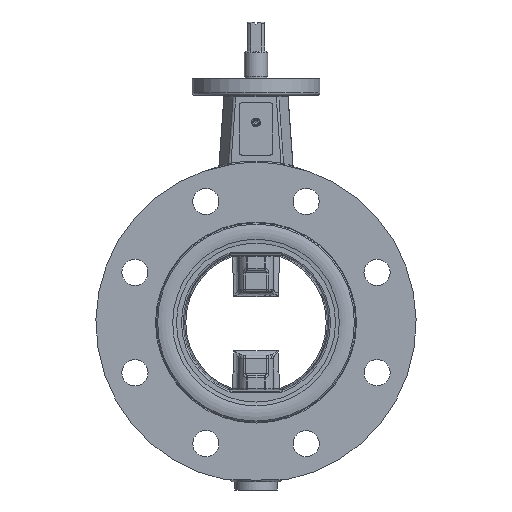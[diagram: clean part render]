
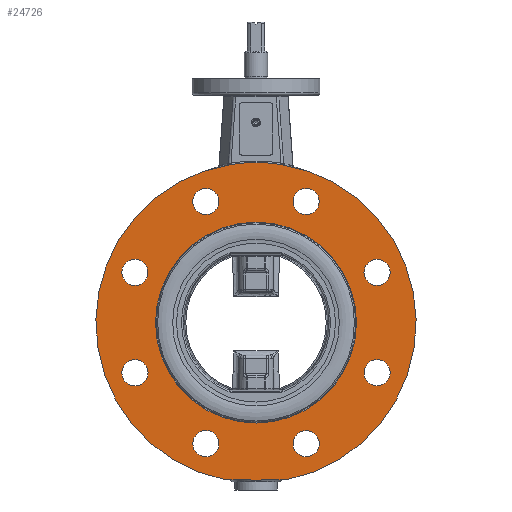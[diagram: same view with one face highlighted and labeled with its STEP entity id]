
A CAD part, left-side view. The second image highlights one B-rep face of the part: STEP entity #24726.
In plain terms, the highlighted planar face has unit normal (-1, 0, 0).
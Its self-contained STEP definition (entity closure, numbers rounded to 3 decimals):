
#20957=CARTESIAN_POINT('',(-17.5,20.688,-108.0));
#20958=VERTEX_POINT('',#20957);
#20965=CARTESIAN_POINT('',(-17.5,21.071,-107.963));
#20966=VERTEX_POINT('',#20965);
#20967=CARTESIAN_POINT('',(-17.5,20.688,-106.));
#20968=DIRECTION('',(-1.0,0.0,0.0));
#20969=DIRECTION('',(0.0,0.096,-0.995));
#20970=AXIS2_PLACEMENT_3D('',#20967,#20968,#20969);
#20971=CIRCLE('',#20970,2.);
#20972=EDGE_CURVE('',#20966,#20958,#20971,.T.);
#21430=CARTESIAN_POINT('',(-17.5,-21.071,-107.963));
#21431=VERTEX_POINT('',#21430);
#21438=CARTESIAN_POINT('',(-17.5,-20.688,-108.0));
#21439=VERTEX_POINT('',#21438);
#21440=CARTESIAN_POINT('',(-17.5,-20.688,-106.));
#21441=DIRECTION('',(-1.0,0.0,0.0));
#21442=DIRECTION('',(0.0,-0.096,-0.995));
#21443=AXIS2_PLACEMENT_3D('',#21440,#21441,#21442);
#21444=CIRCLE('',#21443,2.);
#21445=EDGE_CURVE('',#21439,#21431,#21444,.T.);
#21470=CARTESIAN_POINT('',(-17.5,-6.,-108.0));
#21471=VERTEX_POINT('',#21470);
#21472=CARTESIAN_POINT('',(-17.5,-6.,-108.0));
#21473=DIRECTION('',(0.0,-1.0,0.0));
#21474=VECTOR('',#21473,14.688);
#21475=LINE('',#21472,#21474);
#21476=EDGE_CURVE('',#21471,#21439,#21475,.T.);
#21501=CARTESIAN_POINT('',(-17.5,6.,-108.0));
#21502=VERTEX_POINT('',#21501);
#21510=CARTESIAN_POINT('',(-17.5,20.688,-108.0));
#21511=DIRECTION('',(0.0,-1.0,0.0));
#21512=VECTOR('',#21511,14.688);
#21513=LINE('',#21510,#21512);
#21514=EDGE_CURVE('',#20958,#21502,#21513,.T.);
#22479=CARTESIAN_POINT('',(-17.5,-16.978,108.682));
#22480=VERTEX_POINT('',#22479);
#22493=CARTESIAN_POINT('',(-17.5,0.0,0.0));
#22494=DIRECTION('',(-1.0,0.0,0.0));
#22495=DIRECTION('',(0.0,0.0,1.0));
#22496=AXIS2_PLACEMENT_3D('',#22493,#22494,#22495);
#22497=CIRCLE('',#22496,110.0);
#22498=EDGE_CURVE('',#21431,#22480,#22497,.T.);
#22541=CARTESIAN_POINT('',(-17.5,16.978,108.682));
#22542=VERTEX_POINT('',#22541);
#22543=CARTESIAN_POINT('',(-17.5,0.0,0.0));
#22544=DIRECTION('',(-1.0,0.0,0.0));
#22545=DIRECTION('',(0.0,0.0,1.0));
#22546=AXIS2_PLACEMENT_3D('',#22543,#22544,#22545);
#22547=CIRCLE('',#22546,110.0);
#22548=EDGE_CURVE('',#22542,#20966,#22547,.T.);
#23692=CARTESIAN_POINT('',(-17.5,0.0,0.0));
#23693=DIRECTION('',(-1.0,0.0,0.0));
#23694=DIRECTION('',(0.0,0.0,1.0));
#23695=AXIS2_PLACEMENT_3D('',#23692,#23693,#23694);
#23696=CIRCLE('',#23695,110.0);
#23697=EDGE_CURVE('',#22480,#22542,#23696,.T.);
#24307=CARTESIAN_POINT('',(-17.5,-6.,-108.0));
#24308=CARTESIAN_POINT('',(-17.5,-5.531,-108.0));
#24309=CARTESIAN_POINT('',(-17.5,-4.986,-108.02));
#24310=CARTESIAN_POINT('',(-17.5,-4.488,-108.048));
#24311=CARTESIAN_POINT('',(-17.5,-4.246,-108.061));
#24312=CARTESIAN_POINT('',(-17.5,-4.024,-108.075));
#24313=CARTESIAN_POINT('',(-17.5,-3.789,-108.09));
#24314=CARTESIAN_POINT('',(-17.5,-3.002,-108.142));
#24315=CARTESIAN_POINT('',(-17.5,-2.141,-108.207));
#24316=CARTESIAN_POINT('',(-17.5,-1.311,-108.241));
#24317=CARTESIAN_POINT('',(-17.5,-0.869,-108.258));
#24318=CARTESIAN_POINT('',(-17.5,-0.437,-108.268));
#24319=CARTESIAN_POINT('',(-17.5,-0.029,-108.268));
#24320=CARTESIAN_POINT('',(-17.5,0.159,-108.268));
#24321=CARTESIAN_POINT('',(-17.5,0.351,-108.267));
#24322=CARTESIAN_POINT('',(-17.5,0.548,-108.263));
#24323=CARTESIAN_POINT('',(-17.5,1.364,-108.248));
#24324=CARTESIAN_POINT('',(-17.5,2.247,-108.195));
#24325=CARTESIAN_POINT('',(-17.5,3.086,-108.138));
#24326=CARTESIAN_POINT('',(-17.5,3.445,-108.114));
#24327=CARTESIAN_POINT('',(-17.5,3.796,-108.089));
#24328=CARTESIAN_POINT('',(-17.5,4.131,-108.069));
#24329=CARTESIAN_POINT('',(-17.5,4.278,-108.059));
#24330=CARTESIAN_POINT('',(-17.5,4.432,-108.05));
#24331=CARTESIAN_POINT('',(-17.5,4.59,-108.042));
#24332=CARTESIAN_POINT('',(-17.5,5.059,-108.017));
#24333=CARTESIAN_POINT('',(-17.5,5.562,-108.0));
#24334=CARTESIAN_POINT('',(-17.5,6.,-108.0));
#24335=B_SPLINE_CURVE_WITH_KNOTS('',3,(#24307,#24308,#24309,#24310,#24311,#24312,#24313,#24314,#24315,#24316,#24317,#24318,#24319,#24320,#24321,#24322,#24323,#24324,#24325,#24326,#24327,#24328,#24329,#24330,#24331,#24332,#24333,#24334),.UNSPECIFIED.,.F.,.U.,(4,3,3,3,3,3,3,3,3,4),(1.602,1.743,1.811,2.041,2.163,2.219,2.453,2.553,2.598,2.729),.UNSPECIFIED.);
#24336=EDGE_CURVE('',#21471,#21502,#24335,.T.);
#24608=CARTESIAN_POINT('',(-17.5,0.0,69.0));
#24609=VERTEX_POINT('',#24608);
#24610=CARTESIAN_POINT('',(-17.5,0.0,0.0));
#24611=DIRECTION('',(1.0,0.0,0.0));
#24612=DIRECTION('',(0.0,0.0,1.0));
#24613=AXIS2_PLACEMENT_3D('',#24610,#24611,#24612);
#24614=CIRCLE('',#24613,69.0);
#24615=EDGE_CURVE('',#24609,#24609,#24614,.T.);
#24620=CARTESIAN_POINT('',(-17.5,0.0,90.0));
#24621=DIRECTION('',(1.0,0.0,0.0));
#24622=DIRECTION('',(0.0,0.0,-1.0));
#24623=AXIS2_PLACEMENT_3D('',#24620,#24621,#24622);
#24624=PLANE('',#24623);
#24625=ORIENTED_EDGE('',*,*,#24336,.F.);
#24626=ORIENTED_EDGE('',*,*,#21476,.T.);
#24627=ORIENTED_EDGE('',*,*,#21445,.T.);
#24628=ORIENTED_EDGE('',*,*,#22498,.T.);
#24629=ORIENTED_EDGE('',*,*,#23697,.T.);
#24630=ORIENTED_EDGE('',*,*,#22548,.T.);
#24631=ORIENTED_EDGE('',*,*,#20972,.T.);
#24632=ORIENTED_EDGE('',*,*,#21514,.T.);
#24633=EDGE_LOOP('',(#24625,#24626,#24627,#24628,#24629,#24630,#24631,#24632));
#24634=FACE_OUTER_BOUND('',#24633,.T.);
#24635=CARTESIAN_POINT('',(-17.5,83.149,-43.442));
#24636=VERTEX_POINT('',#24635);
#24637=CARTESIAN_POINT('',(-17.5,83.149,-34.442));
#24638=DIRECTION('',(1.0,0.0,0.0));
#24639=DIRECTION('',(0.0,0.0,1.0));
#24640=AXIS2_PLACEMENT_3D('',#24637,#24638,#24639);
#24641=CIRCLE('',#24640,9.0);
#24642=EDGE_CURVE('',#24636,#24636,#24641,.T.);
#24643=ORIENTED_EDGE('',*,*,#24642,.T.);
#24644=EDGE_LOOP('',(#24643));
#24645=FACE_BOUND('',#24644,.T.);
#24646=CARTESIAN_POINT('',(-17.5,28.078,-89.513));
#24647=VERTEX_POINT('',#24646);
#24648=CARTESIAN_POINT('',(-17.5,34.442,-83.149));
#24649=DIRECTION('',(1.,0.0,0.0));
#24650=DIRECTION('',(0.0,0.707,0.707));
#24651=AXIS2_PLACEMENT_3D('',#24648,#24649,#24650);
#24652=CIRCLE('',#24651,9.0);
#24653=EDGE_CURVE('',#24647,#24647,#24652,.T.);
#24654=ORIENTED_EDGE('',*,*,#24653,.T.);
#24655=EDGE_LOOP('',(#24654));
#24656=FACE_BOUND('',#24655,.T.);
#24657=CARTESIAN_POINT('',(-17.5,-43.442,-83.149));
#24658=VERTEX_POINT('',#24657);
#24659=CARTESIAN_POINT('',(-17.5,-34.442,-83.149));
#24660=DIRECTION('',(1.0,0.0,0.0));
#24661=DIRECTION('',(0.0,1.0,0.0));
#24662=AXIS2_PLACEMENT_3D('',#24659,#24660,#24661);
#24663=CIRCLE('',#24662,9.0);
#24664=EDGE_CURVE('',#24658,#24658,#24663,.T.);
#24665=ORIENTED_EDGE('',*,*,#24664,.T.);
#24666=EDGE_LOOP('',(#24665));
#24667=FACE_BOUND('',#24666,.T.);
#24668=CARTESIAN_POINT('',(-17.5,-89.513,-28.078));
#24669=VERTEX_POINT('',#24668);
#24670=CARTESIAN_POINT('',(-17.5,-83.149,-34.442));
#24671=DIRECTION('',(1.,0.0,0.0));
#24672=DIRECTION('',(0.0,0.707,-0.707));
#24673=AXIS2_PLACEMENT_3D('',#24670,#24671,#24672);
#24674=CIRCLE('',#24673,9.0);
#24675=EDGE_CURVE('',#24669,#24669,#24674,.T.);
#24676=ORIENTED_EDGE('',*,*,#24675,.T.);
#24677=EDGE_LOOP('',(#24676));
#24678=FACE_BOUND('',#24677,.T.);
#24679=CARTESIAN_POINT('',(-17.5,-83.149,43.442));
#24680=VERTEX_POINT('',#24679);
#24681=CARTESIAN_POINT('',(-17.5,-83.149,34.442));
#24682=DIRECTION('',(1.0,0.0,0.0));
#24683=DIRECTION('',(0.0,0.0,-1.0));
#24684=AXIS2_PLACEMENT_3D('',#24681,#24682,#24683);
#24685=CIRCLE('',#24684,9.0);
#24686=EDGE_CURVE('',#24680,#24680,#24685,.T.);
#24687=ORIENTED_EDGE('',*,*,#24686,.T.);
#24688=EDGE_LOOP('',(#24687));
#24689=FACE_BOUND('',#24688,.T.);
#24690=CARTESIAN_POINT('',(-17.5,-28.078,89.513));
#24691=VERTEX_POINT('',#24690);
#24692=CARTESIAN_POINT('',(-17.5,-34.442,83.149));
#24693=DIRECTION('',(1.0,0.0,0.0));
#24694=DIRECTION('',(0.0,-0.707,-0.707));
#24695=AXIS2_PLACEMENT_3D('',#24692,#24693,#24694);
#24696=CIRCLE('',#24695,9.0);
#24697=EDGE_CURVE('',#24691,#24691,#24696,.T.);
#24698=ORIENTED_EDGE('',*,*,#24697,.T.);
#24699=EDGE_LOOP('',(#24698));
#24700=FACE_BOUND('',#24699,.T.);
#24701=CARTESIAN_POINT('',(-17.5,89.513,28.078));
#24702=VERTEX_POINT('',#24701);
#24703=CARTESIAN_POINT('',(-17.5,83.149,34.442));
#24704=DIRECTION('',(1.0,0.0,0.0));
#24705=DIRECTION('',(0.0,-0.707,0.707));
#24706=AXIS2_PLACEMENT_3D('',#24703,#24704,#24705);
#24707=CIRCLE('',#24706,9.0);
#24708=EDGE_CURVE('',#24702,#24702,#24707,.T.);
#24709=ORIENTED_EDGE('',*,*,#24708,.T.);
#24710=EDGE_LOOP('',(#24709));
#24711=FACE_BOUND('',#24710,.T.);
#24712=CARTESIAN_POINT('',(-17.5,43.442,83.149));
#24713=VERTEX_POINT('',#24712);
#24714=CARTESIAN_POINT('',(-17.5,34.442,83.149));
#24715=DIRECTION('',(1.0,0.0,0.0));
#24716=DIRECTION('',(0.0,-1.0,0.0));
#24717=AXIS2_PLACEMENT_3D('',#24714,#24715,#24716);
#24718=CIRCLE('',#24717,9.0);
#24719=EDGE_CURVE('',#24713,#24713,#24718,.T.);
#24720=ORIENTED_EDGE('',*,*,#24719,.T.);
#24721=EDGE_LOOP('',(#24720));
#24722=FACE_BOUND('',#24721,.T.);
#24723=ORIENTED_EDGE('',*,*,#24615,.T.);
#24724=EDGE_LOOP('',(#24723));
#24725=FACE_BOUND('',#24724,.T.);
#24726=ADVANCED_FACE('',(#24634,#24645,#24656,#24667,#24678,#24689,#24700,#24711,#24722,#24725),#24624,.F.);
